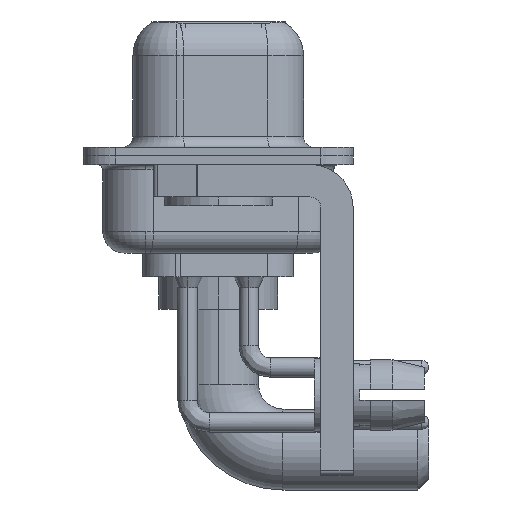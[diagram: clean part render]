
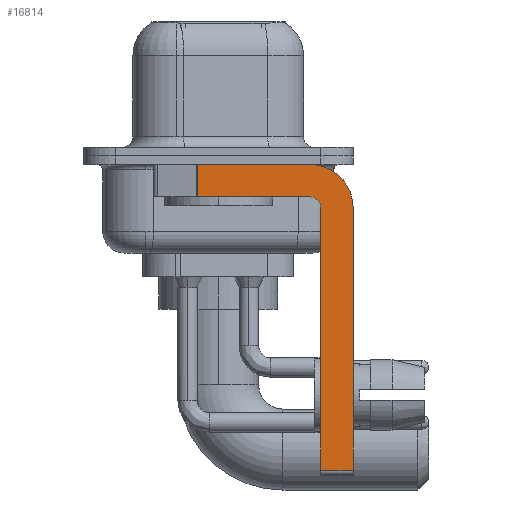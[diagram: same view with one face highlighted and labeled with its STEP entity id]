
A CAD part, left-side view. The second image highlights one B-rep face of the part: STEP entity #16814.
In plain terms, the highlighted planar face has unit normal (-1, 0, 0).
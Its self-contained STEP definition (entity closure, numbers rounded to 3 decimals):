
#217 = CARTESIAN_POINT ( 'NONE',  ( -2.9, -4.25, -0.4 ) ) ;
#265 = LINE ( 'NONE', #11526, #12409 ) ;
#689 = ORIENTED_EDGE ( 'NONE', *, *, #20483, .F. ) ;
#1455 = DIRECTION ( 'NONE',  ( -1., 0., 0. ) ) ;
#2115 = ORIENTED_EDGE ( 'NONE', *, *, #13777, .F. ) ;
#2653 = DIRECTION ( 'NONE',  ( 0., 0., 1. ) ) ;
#2774 = VECTOR ( 'NONE', #6226, 1000. ) ;
#3215 = FACE_OUTER_BOUND ( 'NONE', #4991, .T. ) ;
#3319 = DIRECTION ( 'NONE',  ( 0., 0., -1. ) ) ;
#3341 = VECTOR ( 'NONE', #10413, 1000. ) ;
#3677 = VERTEX_POINT ( 'NONE', #11818 ) ;
#3993 = CARTESIAN_POINT ( 'NONE',  ( -2.9, -4.25, -1.9 ) ) ;
#4056 = CARTESIAN_POINT ( 'NONE',  ( -2.9, 0.978, -1.9 ) ) ;
#4115 = AXIS2_PLACEMENT_3D ( 'NONE', #17324, #1455, #9551 ) ;
#4155 = DIRECTION ( 'NONE',  ( 0., 0., -1. ) ) ;
#4179 = LINE ( 'NONE', #10969, #2774 ) ;
#4903 = CARTESIAN_POINT ( 'NONE',  ( -2.9, -4.25, -2.4 ) ) ;
#4991 = EDGE_LOOP ( 'NONE', ( #17327, #20752, #689, #19143, #5332, #7184, #2115, #16390 ) ) ;
#5010 = VERTEX_POINT ( 'NONE', #217 ) ;
#5332 = ORIENTED_EDGE ( 'NONE', *, *, #8051, .F. ) ;
#5592 = VERTEX_POINT ( 'NONE', #4056 ) ;
#5905 = VERTEX_POINT ( 'NONE', #11209 ) ;
#6226 = DIRECTION ( 'NONE',  ( 0., 0., -1. ) ) ;
#7184 = ORIENTED_EDGE ( 'NONE', *, *, #9222, .T. ) ;
#7507 = CARTESIAN_POINT ( 'NONE',  ( -2.9, -4.75, -14.8 ) ) ;
#7654 = VERTEX_POINT ( 'NONE', #11739 ) ;
#8051 = EDGE_CURVE ( 'NONE', #16309, #5905, #15396, .T. ) ;
#8054 = PLANE ( 'NONE',  #16028 ) ;
#8160 = EDGE_CURVE ( 'NONE', #14710, #5592, #16219, .T. ) ;
#8267 = VECTOR ( 'NONE', #12781, 1000. ) ;
#9222 = EDGE_CURVE ( 'NONE', #16309, #15232, #265, .T. ) ;
#9378 = DIRECTION ( 'NONE',  ( 0., 0., -1. ) ) ;
#9551 = DIRECTION ( 'NONE',  ( 0., 0., 1. ) ) ;
#10035 = VECTOR ( 'NONE', #2653, 1000. ) ;
#10167 = CARTESIAN_POINT ( 'NONE',  ( -2.9, 0.978, -0.4 ) ) ;
#10175 = CIRCLE ( 'NONE', #4115, 0.5 ) ;
#10413 = DIRECTION ( 'NONE',  ( 0., 1., 0. ) ) ;
#10969 = CARTESIAN_POINT ( 'NONE',  ( -2.9, -6.25, -2.4 ) ) ;
#11209 = CARTESIAN_POINT ( 'NONE',  ( -2.9, -4.75, -2.4 ) ) ;
#11279 = CARTESIAN_POINT ( 'NONE',  ( -2.9, 0.978, -1.9 ) ) ;
#11526 = CARTESIAN_POINT ( 'NONE',  ( -2.9, -4.25, -14.55 ) ) ;
#11739 = CARTESIAN_POINT ( 'NONE',  ( -2.9, -6.25, -2.4 ) ) ;
#11818 = CARTESIAN_POINT ( 'NONE',  ( -2.9, -4.25, -1.9 ) ) ;
#12409 = VECTOR ( 'NONE', #17931, 1000. ) ;
#12781 = DIRECTION ( 'NONE',  ( 0., -1., 0. ) ) ;
#12919 = CARTESIAN_POINT ( 'NONE',  ( -2.9, -4.75, -14.55 ) ) ;
#13445 = EDGE_CURVE ( 'NONE', #5905, #3677, #10175, .T. ) ;
#13468 = LINE ( 'NONE', #3993, #3341 ) ;
#13777 = EDGE_CURVE ( 'NONE', #7654, #15232, #4179, .T. ) ;
#13937 = DIRECTION ( 'NONE',  ( 1., 0., 0. ) ) ;
#13955 = CARTESIAN_POINT ( 'NONE',  ( -2.9, -6.25, -14.55 ) ) ;
#14710 = VERTEX_POINT ( 'NONE', #10167 ) ;
#14713 = AXIS2_PLACEMENT_3D ( 'NONE', #20671, #13937, #4155 ) ;
#15232 = VERTEX_POINT ( 'NONE', #13955 ) ;
#15336 = EDGE_CURVE ( 'NONE', #14710, #5010, #16256, .T. ) ;
#15396 = LINE ( 'NONE', #7507, #10035 ) ;
#16028 = AXIS2_PLACEMENT_3D ( 'NONE', #4903, #17729, #3319 ) ;
#16219 = LINE ( 'NONE', #11279, #19573 ) ;
#16256 = LINE ( 'NONE', #19100, #8267 ) ;
#16309 = VERTEX_POINT ( 'NONE', #12919 ) ;
#16390 = ORIENTED_EDGE ( 'NONE', *, *, #18435, .F. ) ;
#16814 = ADVANCED_FACE ( 'NONE', ( #3215 ), #8054, .F. ) ;
#17324 = CARTESIAN_POINT ( 'NONE',  ( -2.9, -4.25, -2.4 ) ) ;
#17327 = ORIENTED_EDGE ( 'NONE', *, *, #15336, .F. ) ;
#17729 = DIRECTION ( 'NONE',  ( 1., 0., 0. ) ) ;
#17931 = DIRECTION ( 'NONE',  ( 0., -1., 0. ) ) ;
#18435 = EDGE_CURVE ( 'NONE', #5010, #7654, #20426, .T. ) ;
#19100 = CARTESIAN_POINT ( 'NONE',  ( -2.9, 3., -0.4 ) ) ;
#19143 = ORIENTED_EDGE ( 'NONE', *, *, #13445, .F. ) ;
#19573 = VECTOR ( 'NONE', #9378, 1000. ) ;
#20426 = CIRCLE ( 'NONE', #14713, 2. ) ;
#20483 = EDGE_CURVE ( 'NONE', #3677, #5592, #13468, .T. ) ;
#20671 = CARTESIAN_POINT ( 'NONE',  ( -2.9, -4.25, -2.4 ) ) ;
#20752 = ORIENTED_EDGE ( 'NONE', *, *, #8160, .T. ) ;
